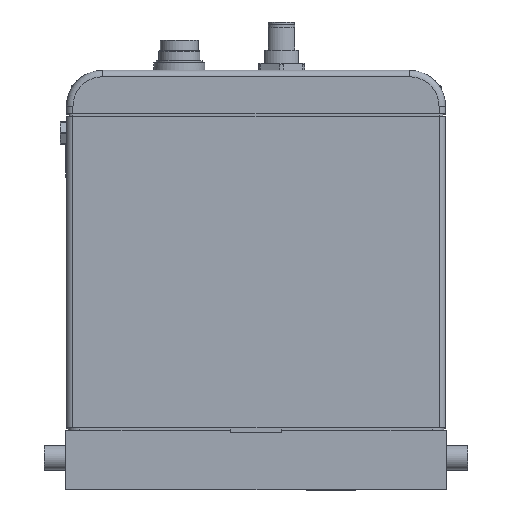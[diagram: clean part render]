
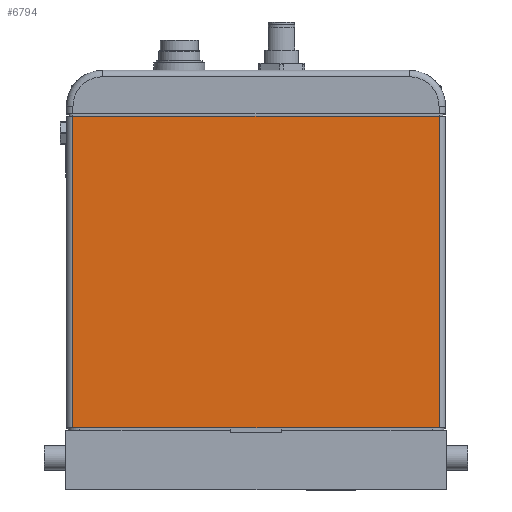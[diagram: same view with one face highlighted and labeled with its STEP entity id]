
A CAD part, top view. The second image highlights one B-rep face of the part: STEP entity #6794.
In plain terms, the highlighted planar face has unit normal (0, 0, 1).
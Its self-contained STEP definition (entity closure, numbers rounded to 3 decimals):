
#6457=CARTESIAN_POINT('',(-71.7,96.2,35.));
#6458=VERTEX_POINT('',#6457);
#6466=CARTESIAN_POINT('',(71.7,96.2,35.));
#6467=VERTEX_POINT('',#6466);
#6468=CARTESIAN_POINT('',(71.7,96.2,35.));
#6469=DIRECTION('',(-1.0,0.0,0.0));
#6470=VECTOR('',#6469,143.4);
#6471=LINE('',#6468,#6470);
#6472=EDGE_CURVE('',#6467,#6458,#6471,.T.);
#6753=CARTESIAN_POINT('',(-71.7,-25.8,35.));
#6754=VERTEX_POINT('',#6753);
#6762=CARTESIAN_POINT('',(-71.7,-25.8,35.));
#6763=DIRECTION('',(0.0,1.0,0.0));
#6764=VECTOR('',#6763,122.);
#6765=LINE('',#6762,#6764);
#6766=EDGE_CURVE('',#6754,#6458,#6765,.T.);
#6771=CARTESIAN_POINT('',(74.2,-25.8,35.));
#6772=DIRECTION('',(0.0,0.0,1.0));
#6773=DIRECTION('',(0.0,-1.0,0.0));
#6774=AXIS2_PLACEMENT_3D('',#6771,#6772,#6773);
#6775=PLANE('',#6774);
#6776=CARTESIAN_POINT('',(71.7,-25.8,35.));
#6777=VERTEX_POINT('',#6776);
#6778=CARTESIAN_POINT('',(71.7,96.2,35.));
#6779=DIRECTION('',(0.0,-1.0,0.0));
#6780=VECTOR('',#6779,122.);
#6781=LINE('',#6778,#6780);
#6782=EDGE_CURVE('',#6467,#6777,#6781,.T.);
#6783=ORIENTED_EDGE('',*,*,#6782,.F.);
#6784=ORIENTED_EDGE('',*,*,#6472,.T.);
#6785=ORIENTED_EDGE('',*,*,#6766,.F.);
#6786=CARTESIAN_POINT('',(-71.7,-25.8,35.));
#6787=DIRECTION('',(1.0,0.0,0.0));
#6788=VECTOR('',#6787,143.4);
#6789=LINE('',#6786,#6788);
#6790=EDGE_CURVE('',#6754,#6777,#6789,.T.);
#6791=ORIENTED_EDGE('',*,*,#6790,.T.);
#6792=EDGE_LOOP('',(#6783,#6784,#6785,#6791));
#6793=FACE_OUTER_BOUND('',#6792,.T.);
#6794=ADVANCED_FACE('',(#6793),#6775,.T.);
